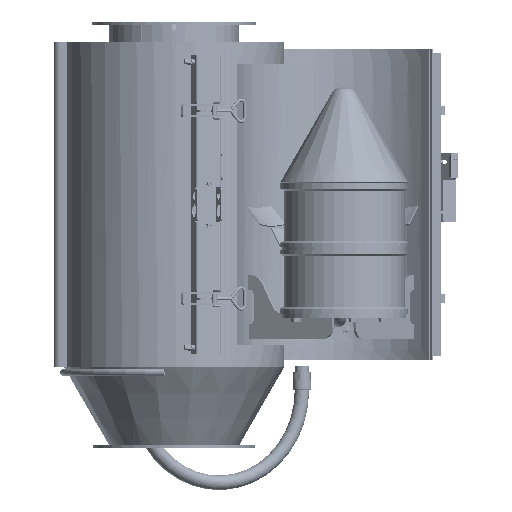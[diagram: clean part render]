
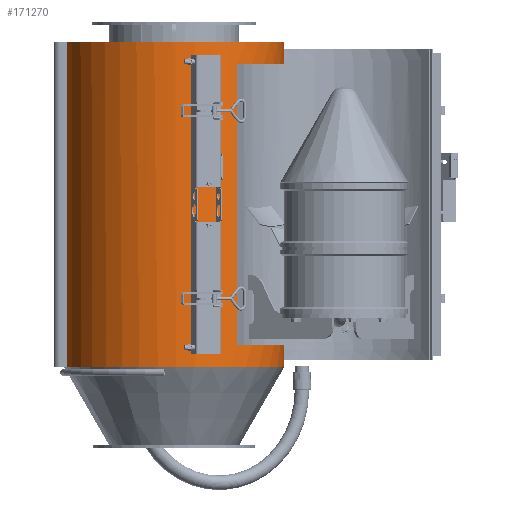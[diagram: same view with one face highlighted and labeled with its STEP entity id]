
A CAD part, left-side view. The second image highlights one B-rep face of the part: STEP entity #171270.
In plain terms, the highlighted cylindrical face has radius 257.5 mm (diameter 515 mm), a full revolution.
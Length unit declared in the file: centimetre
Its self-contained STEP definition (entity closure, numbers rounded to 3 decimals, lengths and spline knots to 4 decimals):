
#17202=LINE('',#253344,#32127);
#25209=LINE('',#288405,#40134);
#26587=LINE('',#296047,#41512);
#26591=LINE('',#296056,#41516);
#26593=LINE('',#296061,#41518);
#26594=LINE('',#296064,#41519);
#26595=LINE('',#296067,#41520);
#26598=LINE('',#296080,#41523);
#26603=LINE('',#296092,#41528);
#32127=VECTOR('',#200231,5.8);
#40134=VECTOR('',#213388,5.8);
#41512=VECTOR('',#218588,70.);
#41516=VECTOR('',#218598,70.);
#41518=VECTOR('',#218606,70.);
#41519=VECTOR('',#218611,70.);
#41520=VECTOR('',#218616,70.);
#41523=VECTOR('',#218629,66.);
#41528=VECTOR('',#218642,66.);
#43120=CYLINDRICAL_SURFACE('',#182600,25.75);
#44954=FACE_BOUND('',#64401,.T.);
#44955=FACE_BOUND('',#64402,.T.);
#44956=FACE_BOUND('',#64403,.T.);
#44957=FACE_BOUND('',#64404,.T.);
#44958=FACE_BOUND('',#64405,.T.);
#44959=FACE_BOUND('',#64406,.T.);
#44960=FACE_BOUND('',#64407,.T.);
#44961=FACE_BOUND('',#64408,.T.);
#64401=EDGE_LOOP('',(#150636,#150637,#150638,#150639));
#64402=EDGE_LOOP('',(#150640,#150641));
#64403=EDGE_LOOP('',(#150642,#150643));
#64404=EDGE_LOOP('',(#150644,#150645));
#64405=EDGE_LOOP('',(#150646,#150647,#150648,#150649));
#64406=EDGE_LOOP('',(#150650,#150651));
#64407=EDGE_LOOP('',(#150652,#150653,#150654,#150655,#150656,#150657,#150658,
#150659));
#64408=EDGE_LOOP('',(#150660,#150661,#150662,#150663));
#67522=CIRCLE('',#177983,25.75);
#67525=CIRCLE('',#180558,25.75);
#68411=CIRCLE('',#182469,25.75);
#68412=CIRCLE('',#182472,25.75);
#68414=CIRCLE('',#182481,25.75);
#68416=CIRCLE('',#182485,25.75);
#68417=CIRCLE('',#182488,25.75);
#68418=CIRCLE('',#182490,25.75);
#68419=CIRCLE('',#182492,25.75);
#68420=CIRCLE('',#182494,25.75);
#68421=CIRCLE('',#182496,25.75);
#68422=CIRCLE('',#182497,25.75);
#68423=CIRCLE('',#182498,25.75);
#68424=CIRCLE('',#182499,25.75);
#68470=CIRCLE('',#182576,25.75);
#68471=CIRCLE('',#182577,25.75);
#74530=VERTEX_POINT('',#253342);
#74531=VERTEX_POINT('',#253343);
#74532=VERTEX_POINT('',#253348);
#81573=VERTEX_POINT('',#288404);
#83139=VERTEX_POINT('',#295959);
#83140=VERTEX_POINT('',#295963);
#83141=VERTEX_POINT('',#295967);
#83142=VERTEX_POINT('',#295971);
#83143=VERTEX_POINT('',#295975);
#83144=VERTEX_POINT('',#295979);
#83145=VERTEX_POINT('',#295983);
#83146=VERTEX_POINT('',#295987);
#83148=VERTEX_POINT('',#295993);
#83150=VERTEX_POINT('',#295999);
#83151=VERTEX_POINT('',#296003);
#83153=VERTEX_POINT('',#296009);
#83155=VERTEX_POINT('',#296015);
#83156=VERTEX_POINT('',#296019);
#83161=VERTEX_POINT('',#296045);
#83162=VERTEX_POINT('',#296046);
#83163=VERTEX_POINT('',#296051);
#83164=VERTEX_POINT('',#296055);
#83167=VERTEX_POINT('',#296073);
#83168=VERTEX_POINT('',#296075);
#83169=VERTEX_POINT('',#296079);
#83172=VERTEX_POINT('',#296086);
#83195=VERTEX_POINT('',#296152);
#83196=VERTEX_POINT('',#296159);
#92700=EDGE_CURVE('',#74530,#74531,#17202,.T.);
#92703=EDGE_CURVE('',#74532,#74530,#67522,.T.);
#103272=EDGE_CURVE('',#81573,#74532,#25209,.T.);
#103274=EDGE_CURVE('',#74531,#81573,#67525,.T.);
#105748=EDGE_CURVE('',#83161,#83162,#26587,.T.);
#105751=EDGE_CURVE('',#83163,#83161,#68411,.T.);
#105753=EDGE_CURVE('',#83164,#83163,#26591,.T.);
#105755=EDGE_CURVE('',#83162,#83164,#68412,.T.);
#105756=EDGE_CURVE('',#83140,#83139,#26593,.T.);
#105757=EDGE_CURVE('',#83142,#83141,#26594,.T.);
#105758=EDGE_CURVE('',#83144,#83143,#26595,.T.);
#105761=EDGE_CURVE('',#83168,#83167,#68414,.T.);
#105763=EDGE_CURVE('',#83168,#83169,#26598,.T.);
#105768=EDGE_CURVE('',#83172,#83169,#68416,.T.);
#105770=EDGE_CURVE('',#83172,#83167,#26603,.T.);
#105771=EDGE_CURVE('',#83148,#83146,#68417,.T.);
#105772=EDGE_CURVE('',#83150,#83148,#68418,.T.);
#105773=EDGE_CURVE('',#83153,#83151,#68419,.T.);
#105774=EDGE_CURVE('',#83155,#83153,#68420,.T.);
#105775=EDGE_CURVE('',#83151,#83150,#68421,.T.);
#105776=EDGE_CURVE('',#83156,#83155,#68422,.T.);
#105777=EDGE_CURVE('',#83145,#83156,#68423,.T.);
#105778=EDGE_CURVE('',#83146,#83145,#68424,.T.);
#105830=EDGE_CURVE('',#83196,#83195,#68470,.T.);
#105831=EDGE_CURVE('',#83195,#83196,#68471,.T.);
#150636=ORIENTED_EDGE('',*,*,#105755,.T.);
#150637=ORIENTED_EDGE('',*,*,#105753,.T.);
#150638=ORIENTED_EDGE('',*,*,#105751,.T.);
#150639=ORIENTED_EDGE('',*,*,#105748,.T.);
#150640=ORIENTED_EDGE('',*,*,#105756,.T.);
#150641=ORIENTED_EDGE('',*,*,#105756,.F.);
#150642=ORIENTED_EDGE('',*,*,#105757,.T.);
#150643=ORIENTED_EDGE('',*,*,#105757,.F.);
#150644=ORIENTED_EDGE('',*,*,#105758,.T.);
#150645=ORIENTED_EDGE('',*,*,#105758,.F.);
#150646=ORIENTED_EDGE('',*,*,#105770,.F.);
#150647=ORIENTED_EDGE('',*,*,#105768,.T.);
#150648=ORIENTED_EDGE('',*,*,#105763,.F.);
#150649=ORIENTED_EDGE('',*,*,#105761,.T.);
#150650=ORIENTED_EDGE('',*,*,#105831,.T.);
#150651=ORIENTED_EDGE('',*,*,#105830,.T.);
#150652=ORIENTED_EDGE('',*,*,#105776,.T.);
#150653=ORIENTED_EDGE('',*,*,#105774,.T.);
#150654=ORIENTED_EDGE('',*,*,#105773,.T.);
#150655=ORIENTED_EDGE('',*,*,#105775,.T.);
#150656=ORIENTED_EDGE('',*,*,#105772,.T.);
#150657=ORIENTED_EDGE('',*,*,#105771,.T.);
#150658=ORIENTED_EDGE('',*,*,#105778,.T.);
#150659=ORIENTED_EDGE('',*,*,#105777,.T.);
#150660=ORIENTED_EDGE('',*,*,#92703,.F.);
#150661=ORIENTED_EDGE('',*,*,#103272,.F.);
#150662=ORIENTED_EDGE('',*,*,#103274,.F.);
#150663=ORIENTED_EDGE('',*,*,#92700,.F.);
#171270=ADVANCED_FACE('',(#44954,#44955,#44956,#44957,#44958,#44959,#44960,
#44961),#43120,.T.);
#177983=AXIS2_PLACEMENT_3D('',#253349,#200236,#200237);
#180558=AXIS2_PLACEMENT_3D('',#288408,#213392,#213393);
#182469=AXIS2_PLACEMENT_3D('',#296052,#218593,#218594);
#182472=AXIS2_PLACEMENT_3D('',#296059,#218602,#218603);
#182481=AXIS2_PLACEMENT_3D('',#296076,#218624,#218625);
#182485=AXIS2_PLACEMENT_3D('',#296089,#218637,#218638);
#182488=AXIS2_PLACEMENT_3D('',#296094,#218645,#218646);
#182490=AXIS2_PLACEMENT_3D('',#296096,#218649,#218650);
#182492=AXIS2_PLACEMENT_3D('',#296098,#218653,#218654);
#182494=AXIS2_PLACEMENT_3D('',#296100,#218657,#218658);
#182496=AXIS2_PLACEMENT_3D('',#296102,#218661,#218662);
#182497=AXIS2_PLACEMENT_3D('',#296103,#218663,#218664);
#182498=AXIS2_PLACEMENT_3D('',#296104,#218665,#218666);
#182499=AXIS2_PLACEMENT_3D('',#296105,#218667,#218668);
#182576=AXIS2_PLACEMENT_3D('',#296235,#218827,#218828);
#182577=AXIS2_PLACEMENT_3D('',#296236,#218829,#218830);
#182600=AXIS2_PLACEMENT_3D('',#296279,#218883,#218884);
#200231=DIRECTION('',(0.,0.,1.));
#200236=DIRECTION('center_axis',(0.,0.,
1.));
#200237=DIRECTION('ref_axis',(1.,0.,0.));
#213388=DIRECTION('',(0.,0.,-1.));
#213392=DIRECTION('center_axis',(0.,0.,
-1.));
#213393=DIRECTION('ref_axis',(1.,0.,0.));
#218588=DIRECTION('',(0.,0.,1.));
#218593=DIRECTION('center_axis',(0.,0.,-1.));
#218594=DIRECTION('ref_axis',(1.,0.,0.));
#218598=DIRECTION('',(0.,0.,-1.));
#218602=DIRECTION('center_axis',(0.,0.,1.));
#218603=DIRECTION('ref_axis',(1.,0.,0.));
#218606=DIRECTION('',(0.,0.,1.));
#218611=DIRECTION('',(0.,0.,-1.));
#218616=DIRECTION('',(0.,0.,1.));
#218624=DIRECTION('center_axis',(0.,0.,1.));
#218625=DIRECTION('ref_axis',(-0.819,-0.574,0.));
#218629=DIRECTION('',(0.,0.,-1.));
#218637=DIRECTION('center_axis',(0.,0.,-1.));
#218638=DIRECTION('ref_axis',(-0.819,-0.574,0.));
#218642=DIRECTION('',(0.,0.,1.));
#218645=DIRECTION('center_axis',(0.,0.,-1.));
#218646=DIRECTION('ref_axis',(1.,0.,0.));
#218649=DIRECTION('center_axis',(0.,0.,-1.));
#218650=DIRECTION('ref_axis',(1.,0.,0.));
#218653=DIRECTION('center_axis',(0.,0.,-1.));
#218654=DIRECTION('ref_axis',(1.,0.,0.));
#218657=DIRECTION('center_axis',(0.,0.,-1.));
#218658=DIRECTION('ref_axis',(1.,0.,0.));
#218661=DIRECTION('center_axis',(0.,0.,-1.));
#218662=DIRECTION('ref_axis',(1.,0.,0.));
#218663=DIRECTION('center_axis',(0.,0.,-1.));
#218664=DIRECTION('ref_axis',(1.,0.,0.));
#218665=DIRECTION('center_axis',(0.,0.,-1.));
#218666=DIRECTION('ref_axis',(1.,0.,0.));
#218667=DIRECTION('center_axis',(0.,0.,-1.));
#218668=DIRECTION('ref_axis',(1.,0.,0.));
#218827=DIRECTION('center_axis',(0.,0.,1.));
#218828=DIRECTION('ref_axis',(1.,0.,0.));
#218829=DIRECTION('center_axis',(0.,0.,1.));
#218830=DIRECTION('ref_axis',(1.,0.,0.));
#218883=DIRECTION('center_axis',(0.,0.,1.));
#218884=DIRECTION('ref_axis',(1.,0.,0.));
#253342=CARTESIAN_POINT('',(24.4395,8.1101,1.));
#253343=CARTESIAN_POINT('',(24.4395,8.1101,6.8));
#253344=CARTESIAN_POINT('',(24.4395,8.1101,0.));
#253348=CARTESIAN_POINT('',(24.8297,6.8228,1.));
#253349=CARTESIAN_POINT('Origin',(0.,0.,1.));
#288404=CARTESIAN_POINT('',(24.8297,6.8228,6.8));
#288405=CARTESIAN_POINT('',(24.8297,6.8228,0.));
#288408=CARTESIAN_POINT('Origin',(0.,0.,6.8));
#295959=CARTESIAN_POINT('',(25.4444,-3.9553,35.));
#295963=CARTESIAN_POINT('',(25.4444,-3.9553,-35.));
#295967=CARTESIAN_POINT('',(-25.398,-4.2431,-35.));
#295971=CARTESIAN_POINT('',(-25.398,-4.2431,35.));
#295975=CARTESIAN_POINT('',(-23.8423,-9.7267,35.));
#295979=CARTESIAN_POINT('',(-23.8423,-9.7267,-35.));
#295983=CARTESIAN_POINT('',(-5.5,25.1558,38.));
#295987=CARTESIAN_POINT('',(-25.7469,0.4,38.));
#295993=CARTESIAN_POINT('',(-25.75,0.,38.));
#295999=CARTESIAN_POINT('',(-25.7469,-0.4,38.));
#296003=CARTESIAN_POINT('',(25.7469,-0.4,38.));
#296009=CARTESIAN_POINT('',(25.75,0.,38.));
#296015=CARTESIAN_POINT('',(25.7469,0.4,38.));
#296019=CARTESIAN_POINT('',(5.5,25.1558,38.));
#296045=CARTESIAN_POINT('',(24.3827,-8.2792,-35.));
#296046=CARTESIAN_POINT('',(24.3827,-8.2792,35.));
#296047=CARTESIAN_POINT('',(24.3827,-8.2792,-35.));
#296051=CARTESIAN_POINT('',(24.3996,-8.2294,-35.));
#296052=CARTESIAN_POINT('Origin',(0.,0.,-35.));
#296055=CARTESIAN_POINT('',(24.3996,-8.2294,35.));
#296056=CARTESIAN_POINT('',(24.3996,-8.2294,35.));
#296059=CARTESIAN_POINT('Origin',(0.,0.,35.));
#296061=CARTESIAN_POINT('',(25.4444,-3.9553,-35.));
#296064=CARTESIAN_POINT('',(-25.398,-4.2431,35.));
#296067=CARTESIAN_POINT('',(-23.8423,-9.7267,-35.));
#296073=CARTESIAN_POINT('',(21.0932,-14.7696,33.));
#296075=CARTESIAN_POINT('',(-21.0932,-14.7696,33.));
#296076=CARTESIAN_POINT('Origin',(0.,0.,33.));
#296079=CARTESIAN_POINT('',(-21.0932,-14.7696,-33.));
#296080=CARTESIAN_POINT('',(-21.0932,-14.7696,33.));
#296086=CARTESIAN_POINT('',(21.0932,-14.7696,-33.));
#296089=CARTESIAN_POINT('Origin',(0.,0.,-33.));
#296092=CARTESIAN_POINT('',(21.0932,-14.7696,-33.));
#296094=CARTESIAN_POINT('Origin',(0.,0.,38.));
#296096=CARTESIAN_POINT('Origin',(0.,0.,38.));
#296098=CARTESIAN_POINT('Origin',(0.,0.,38.));
#296100=CARTESIAN_POINT('Origin',(0.,0.,38.));
#296102=CARTESIAN_POINT('Origin',(0.,0.,38.));
#296103=CARTESIAN_POINT('Origin',(0.,0.,38.));
#296104=CARTESIAN_POINT('Origin',(0.,0.,38.));
#296105=CARTESIAN_POINT('Origin',(0.,0.,38.));
#296152=CARTESIAN_POINT('',(5.5,25.1558,-38.));
#296159=CARTESIAN_POINT('',(-5.5,25.1558,-38.));
#296235=CARTESIAN_POINT('Origin',(0.,0.,-38.));
#296236=CARTESIAN_POINT('Origin',(0.,0.,-38.));
#296279=CARTESIAN_POINT('Origin',(0.,0.,0.));
